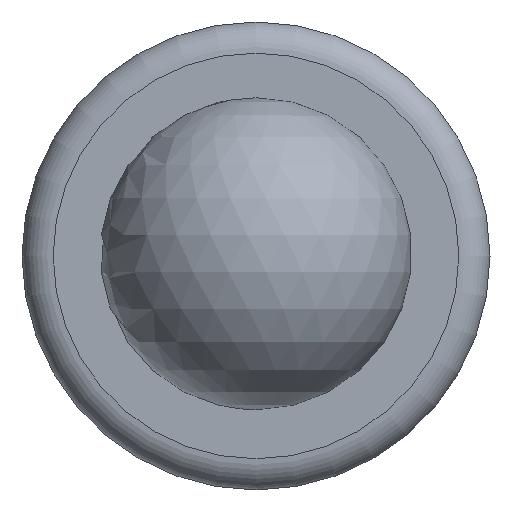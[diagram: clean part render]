
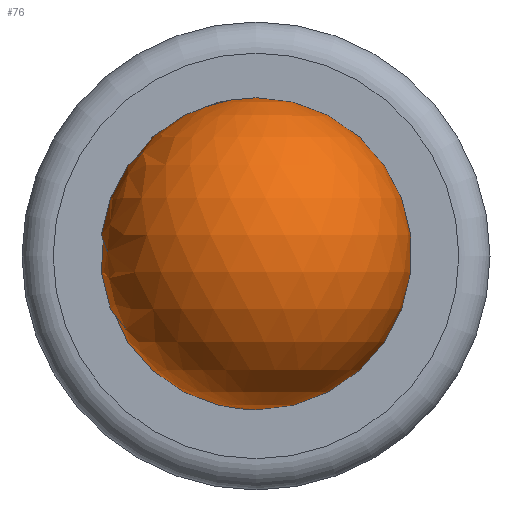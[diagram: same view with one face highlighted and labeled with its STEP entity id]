
A CAD part, top view. The second image highlights one B-rep face of the part: STEP entity #76.
In plain terms, the highlighted spherical face has radius 10 mm.
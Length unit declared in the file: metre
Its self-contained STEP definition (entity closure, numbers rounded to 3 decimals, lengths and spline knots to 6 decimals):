
#15=SPHERICAL_SURFACE('',#101,0.01);
#22=ORIENTED_EDGE('',*,*,#34,.T.);
#34=EDGE_CURVE('',#40,#40,#46,.T.);
#40=VERTEX_POINT('',#150);
#46=CIRCLE('',#102,0.00575);
#52=EDGE_LOOP('',(#22));
#64=FACE_BOUND('',#52,.T.);
#76=ADVANCED_FACE('',(#64),#15,.T.);
#101=AXIS2_PLACEMENT_3D('',#148,#124,#125);
#102=AXIS2_PLACEMENT_3D('',#149,#126,#127);
#124=DIRECTION('',(0.,-1.,0.));
#125=DIRECTION('',(0.,0.,1.));
#126=DIRECTION('',(0.,0.,1.));
#127=DIRECTION('',(1.,0.,0.));
#148=CARTESIAN_POINT('',(0.,0.,0.083));
#149=CARTESIAN_POINT('',(0.,0.,0.074818));
#150=CARTESIAN_POINT('',(0.00575,0.,0.074818));
